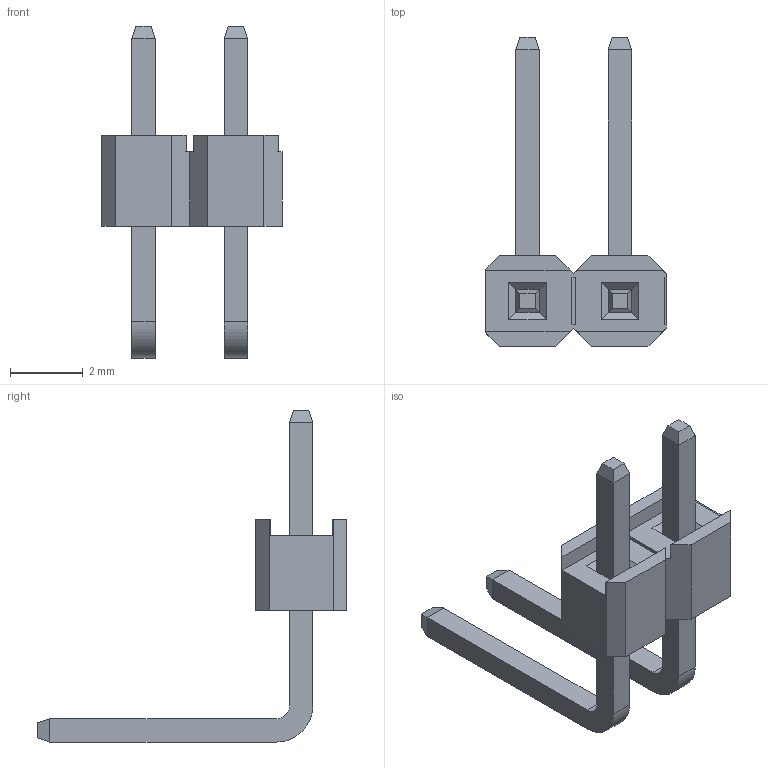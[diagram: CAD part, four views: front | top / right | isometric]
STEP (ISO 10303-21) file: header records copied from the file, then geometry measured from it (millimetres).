
FILE_DESCRIPTION (( 'STEP AP214' ), '1' );
FILE_NAME ('PH1RA-02-UA.STEP', '2024-07-29T06:08:44', ( '' ), ( '' ), 'SwSTEP 2.0', 'SolidWorks 2023', '' );
FILE_SCHEMA (( 'AUTOMOTIVE_DESIGN' ));
Length unit declared in the file: millimetre
Products named in the file (1): PH1RA-02-UA
Bounding box: 4.96 x 8.5 x 9.12 mm (x, y, z)
Surface area: 152.4 mm2 (no closed solid volume)
Topology: 0 solids, 3 shells, 96 faces, 306 edges, 208 vertices
Faces by surface type: bspline 93, plane 3
Entity records: 4243 total; most frequent: CARTESIAN_POINT 1386, ORIENTED_EDGE 584, EDGE_CURVE 306, B_SPLINE_CURVE_WITH_KNOTS 290, VERTEX_POINT 208, EDGE_LOOP 102, ADVANCED_FACE 96, FACE_OUTER_BOUND 96
